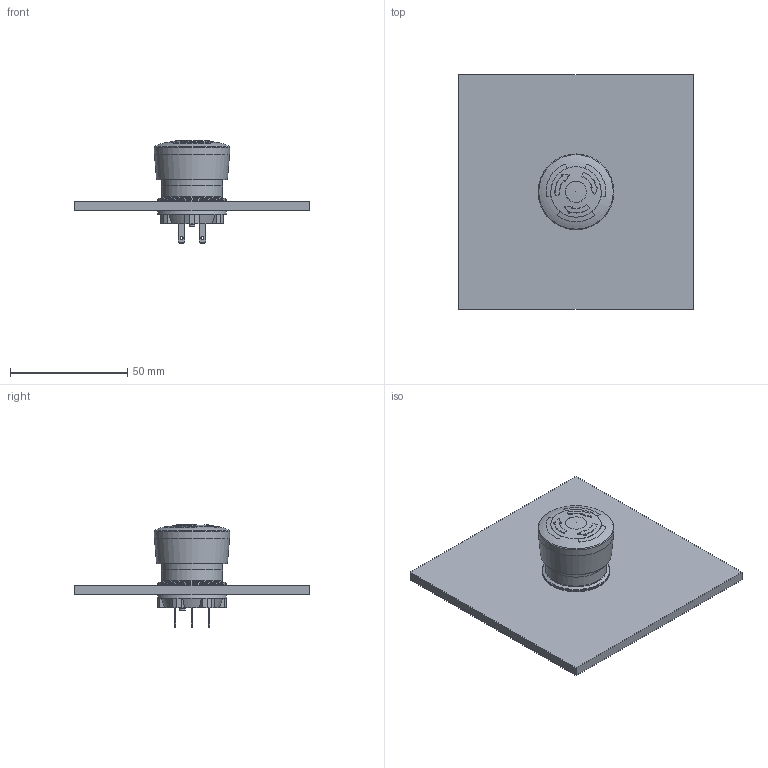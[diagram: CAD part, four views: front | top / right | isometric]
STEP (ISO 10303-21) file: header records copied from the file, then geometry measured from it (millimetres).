
FILE_DESCRIPTION(/* description */ ('Unknown'),/* implementation_level */ '2;1');
FILE_NAME(/* name */ '84-5331.2B20_Rendering',/* time_stamp */ '2021-04-21T08:48:11+02:00',/* author */ ('Unknown'),/* organization */ ('Unknown'),/* preprocessor_version */ 'ST-DEVELOPER v16.7',/* originating_system */ 'DEX',/* authorisation */ $);
FILE_SCHEMA (('AUTOMOTIVE_DESIGN {1 0 10303 214 3 1 1}'));
Length unit declared in the file: millimetre
Products named in the file (18): 84-5331.2B20_E-Stop Pushbutton_R_00585011; 84-5331.2B20_E-Stop Pushbutton_00585009_oa_0; Gehäuse mit Weichkomponente KNA_00584464; Gehäuse ohne Weichkomponente,gelb_00584236; Weichkomponente vom Gehäuse,schwarz_00584240; Druckhaube_00521757; Schaltelement_OE_S_KNA_00452205; Schraubring_00301237; Oeffnerkontakt_KNA_00452245_oa_1; Oeffnerkontakt_KNA_00452247; Beleuchtungsanschluss_KNA_neu_00525402; Schliesserkontakt_KNA_00452258_oa_2; Schliesserkontakt_KNA_00452259; Oeffnerkontakt_KNA_00452245; Kontaktniet_KNA_00452246; Schliesserkontakt_KNA_00452258; Panel_R_D1-22_B-4mm_00584775; 84-5221.2B20_Leuchtrot_00589347
Assembly tree (21 placements, depth 4):
  84-5331.2B20_E-Stop Pushbutton_R_00585011
    84-5331.2B20_E-Stop Pushbutton_00585009_oa_0
      Gehäuse mit Weichkomponente KNA_00584464
        Gehäuse ohne Weichkomponente,gelb_00584236
        Weichkomponente vom Gehäuse,schwarz_00584240
      Druckhaube_00521757
      Schaltelement_OE_S_KNA_00452205
      Schraubring_00301237
      Oeffnerkontakt_KNA_00452245_oa_1
        Oeffnerkontakt_KNA_00452247
      Beleuchtungsanschluss_KNA_neu_00525402  x2
      Schliesserkontakt_KNA_00452258_oa_2
        Schliesserkontakt_KNA_00452259
      Oeffnerkontakt_KNA_00452245
        Kontaktniet_KNA_00452246
        Oeffnerkontakt_KNA_00452247
      Schliesserkontakt_KNA_00452258
        Kontaktniet_KNA_00452246
        Schliesserkontakt_KNA_00452259
    Panel_R_D1-22_B-4mm_00584775
    84-5221.2B20_Leuchtrot_00589347
Bounding box: 100 x 100 x 43.64 mm (x, y, z)
Volume: 52266 mm3; surface area: 36712.3 mm2
Topology: 20 solids, 20 shells, 565 faces, 1392 edges, 856 vertices
Faces by surface type: plane 219, cylinder 118, bspline 99, torus 59, cone 44, sphere 26
Full cylindrical faces by diameter (mm): 1.3 x6, 1.5 x2, 1.6 x2, 2.2 x2, 2.5 x1, 19.2 x2, 20.949 x7, 21 x1, 22 x2, 22.28 x4, 22.4 x1, 24.4 x2, 26 x4, 27.771 x1, 27.8 x1, 28.8 x1, 29 x1
Entity records: 17575 total; most frequent: CARTESIAN_POINT 6271, ORIENTED_EDGE 2312, DIRECTION 2125, EDGE_CURVE 1156, AXIS2_PLACEMENT_3D 870, VERTEX_POINT 740, EDGE_LOOP 590, FACE_BOUND 590
